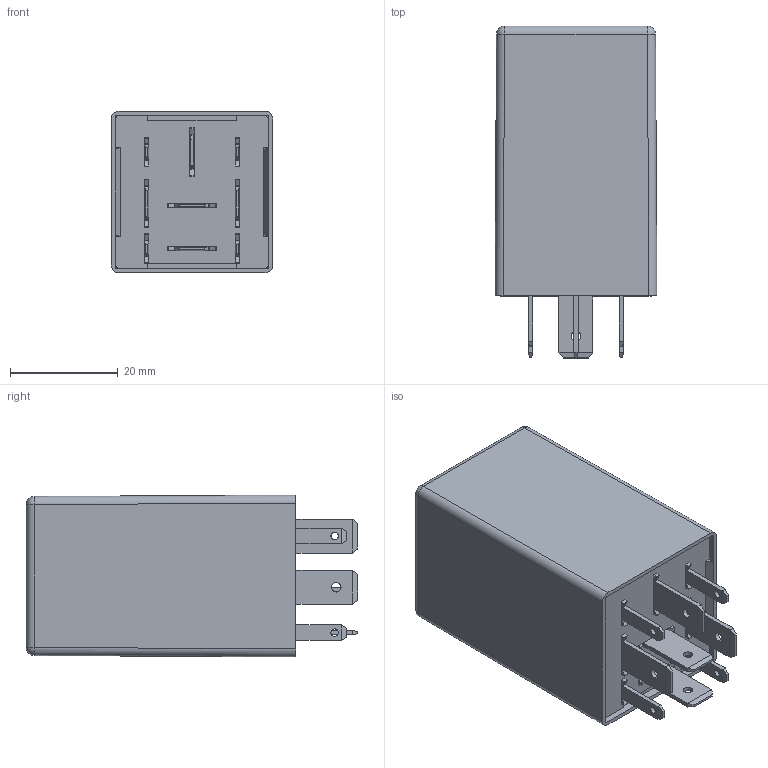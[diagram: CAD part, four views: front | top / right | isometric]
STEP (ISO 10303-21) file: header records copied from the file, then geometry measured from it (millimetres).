
FILE_DESCRIPTION (( 'STEP AP214' ), '1' );
FILE_NAME ('30x30x50_9pol.STEP', '2015-01-30T14:38:54', ( '' ), ( '' ), 'SwSTEP 2.0', 'SolidWorks 2014', '' );
FILE_SCHEMA (( 'AUTOMOTIVE_DESIGN' ));
Length unit declared in the file: metre
Products named in the file (2): 30x30x50_9pol
Bounding box: 30 x 61.5 x 30 mm (x, y, z)
Volume: 43560.8 mm3; surface area: 8963.5 mm2
Topology: 1 solids, 1 shells, 238 faces, 646 edges, 406 vertices
Faces by surface type: plane 158, cylinder 72, sphere 8
Entity records: 10067 total; most frequent: CARTESIAN_POINT 1358, ORIENTED_EDGE 1280, DIRECTION 1232, EDGE_CURVE 640, VECTOR 480, LINE 480, VERTEX_POINT 406, AXIS2_PLACEMENT_3D 376
